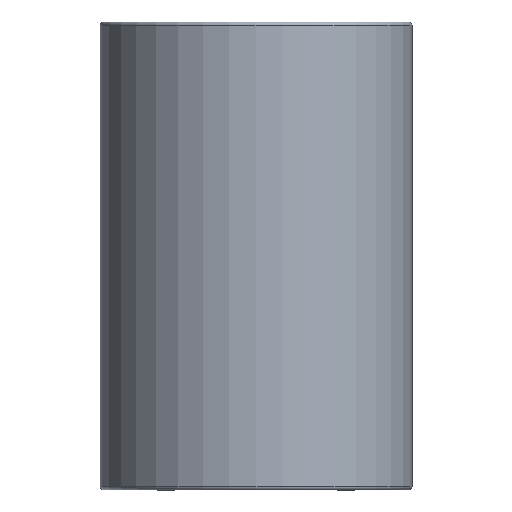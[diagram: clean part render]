
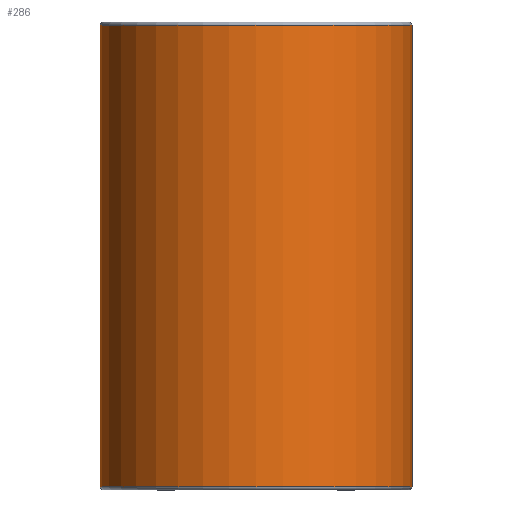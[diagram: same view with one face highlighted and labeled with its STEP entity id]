
A CAD part, front view. The second image highlights one B-rep face of the part: STEP entity #286.
In plain terms, the highlighted cylindrical face has radius 12.7 mm (diameter 25.4 mm), a partial arc.
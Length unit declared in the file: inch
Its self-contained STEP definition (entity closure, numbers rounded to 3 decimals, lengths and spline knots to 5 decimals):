
#1 = ORIENTED_EDGE ( 'NONE', *, *, #2878, .T. ) ;
#26 = ORIENTED_EDGE ( 'NONE', *, *, #2864, .F. ) ;
#38 = ORIENTED_EDGE ( 'NONE', *, *, #2871, .T. ) ;
#83 = ORIENTED_EDGE ( 'NONE', *, *, #2845, .T. ) ;
#114 = FACE_OUTER_BOUND ( 'NONE', #1592, .T. ) ;
#115 = CYLINDRICAL_SURFACE ( 'NONE', #3620, 0.5 ) ;
#286 = ADVANCED_FACE ( 'NONE', ( #114 ), #115, .T. ) ;
#609 = CARTESIAN_POINT ( 'NONE',  ( 0., 0., 0.75 ) ) ;
#762 = DIRECTION ( 'NONE',  ( 0., 0., -1. ) ) ;
#769 = DIRECTION ( 'NONE',  ( -1., 0., 0. ) ) ;
#963 = DIRECTION ( 'NONE',  ( 0., 0., -1. ) ) ;
#968 = CARTESIAN_POINT ( 'NONE',  ( 0., 0., 0.74 ) ) ;
#992 = DIRECTION ( 'NONE',  ( 0., 0., -1. ) ) ;
#993 = CARTESIAN_POINT ( 'NONE',  ( -0.5, 0., 0.75 ) ) ;
#1020 = DIRECTION ( 'NONE',  ( 1., 0., 0. ) ) ;
#1488 = VERTEX_POINT ( 'NONE', #4476 ) ;
#1490 = VERTEX_POINT ( 'NONE', #4473 ) ;
#1495 = VERTEX_POINT ( 'NONE', #4832 ) ;
#1510 = VERTEX_POINT ( 'NONE', #4683 ) ;
#1592 = EDGE_LOOP ( 'NONE', ( #26, #1, #38, #83 ) ) ;
#1663 = DIRECTION ( 'NONE',  ( 0., 0., -1. ) ) ;
#1664 = CARTESIAN_POINT ( 'NONE',  ( 0.5, 0., 0.75 ) ) ;
#2845 = EDGE_CURVE ( 'NONE', #1510, #1495, #4098, .T. ) ;
#2864 = EDGE_CURVE ( 'NONE', #1490, #1495, #4107, .T. ) ;
#2871 = EDGE_CURVE ( 'NONE', #1488, #1510, #4119, .T. ) ;
#2878 = EDGE_CURVE ( 'NONE', #1490, #1488, #4130, .T. ) ;
#3620 = AXIS2_PLACEMENT_3D ( 'NONE', #609, #762, #769 ) ;
#3712 = AXIS2_PLACEMENT_3D ( 'NONE', #4204, #4202, #4201 ) ;
#3728 = AXIS2_PLACEMENT_3D ( 'NONE', #968, #963, #1020 ) ;
#4098 = CIRCLE ( 'NONE', #3712, 0.5 ) ;
#4105 = VECTOR ( 'NONE', #1663, 39.37008 ) ;
#4107 = LINE ( 'NONE', #1664, #4105 ) ;
#4119 = LINE ( 'NONE', #993, #4120 ) ;
#4120 = VECTOR ( 'NONE', #992, 39.37008 ) ;
#4130 = CIRCLE ( 'NONE', #3728, 0.5 ) ;
#4201 = DIRECTION ( 'NONE',  ( 1., 0., 0. ) ) ;
#4202 = DIRECTION ( 'NONE',  ( 0., 0., 1. ) ) ;
#4204 = CARTESIAN_POINT ( 'NONE',  ( 0., 0., -0.74 ) ) ;
#4473 = CARTESIAN_POINT ( 'NONE',  ( 0.5, 0., 0.74 ) ) ;
#4476 = CARTESIAN_POINT ( 'NONE',  ( -0.5, 0., 0.74 ) ) ;
#4683 = CARTESIAN_POINT ( 'NONE',  ( -0.5, 0., -0.74 ) ) ;
#4832 = CARTESIAN_POINT ( 'NONE',  ( 0.5, 0., -0.74 ) ) ;
